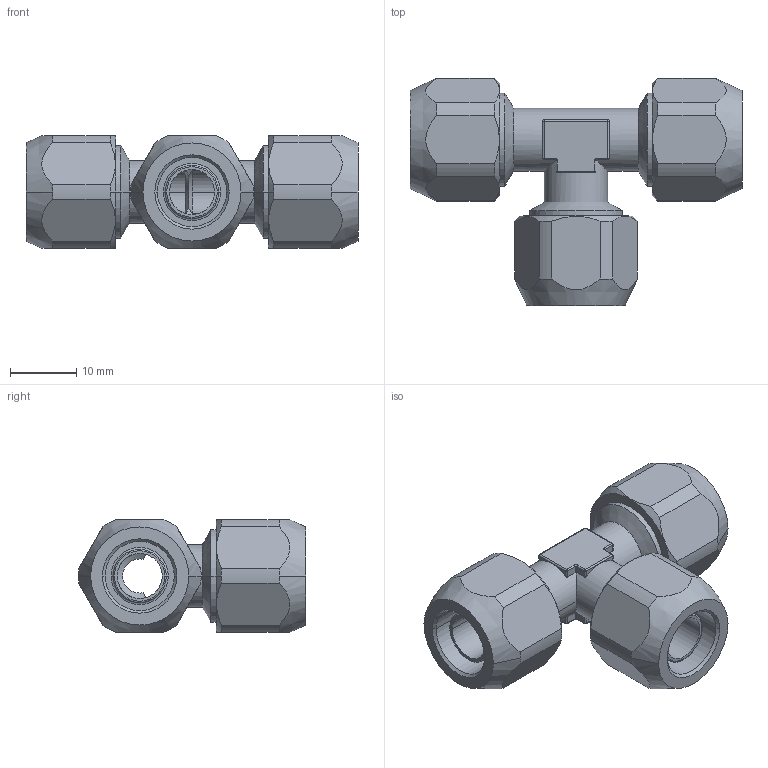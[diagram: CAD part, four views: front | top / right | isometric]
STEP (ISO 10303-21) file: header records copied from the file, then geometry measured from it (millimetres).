
FILE_DESCRIPTION(( 'CX.21.10.10.stp' ), '1');
FILE_NAME( 'CX.21.10.10.stp', '2018-08-24T14:34:42',( 'Sopra'),('sopra-pneumatic.com'), 'SwSTEP 2.0','SolidWorks 2009','' );
FILE_SCHEMA(('CONFIG_CONTROL_DESIGN'));
Length unit declared in the file: millimetre
Products named in the file (1): 362340B_154X4-10-8
Bounding box: 50 x 34.25 x 17 mm (x, y, z)
Volume: 8583.5 mm3; surface area: 6716.5 mm2
Topology: 1 solids, 1 shells, 182 faces, 436 edges, 264 vertices
Faces by surface type: cylinder 78, plane 48, cone 28, torus 16, sphere 12
Entity records: 5571 total; most frequent: CARTESIAN_POINT 1284, DIRECTION 933, ORIENTED_EDGE 872, EDGE_CURVE 436, AXIS2_PLACEMENT_3D 385, VERTEX_POINT 264, CIRCLE 203, EDGE_LOOP 194
